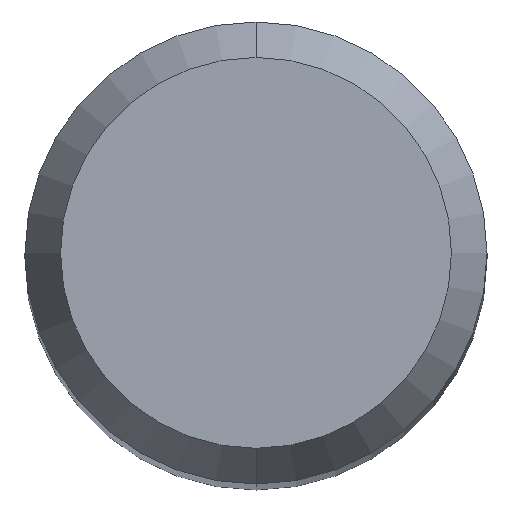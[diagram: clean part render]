
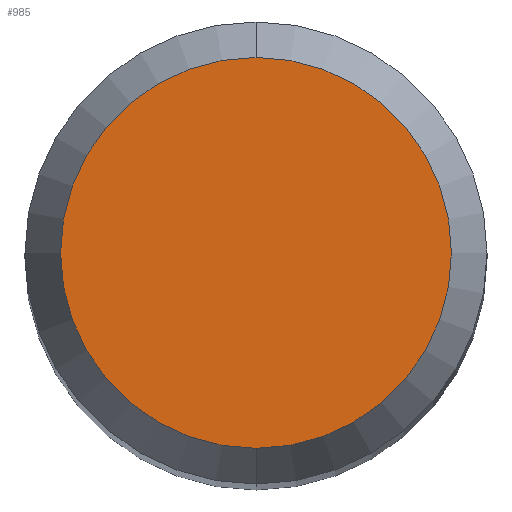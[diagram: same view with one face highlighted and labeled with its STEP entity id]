
A CAD part, top view. The second image highlights one B-rep face of the part: STEP entity #985.
In plain terms, the highlighted planar face has unit normal (0, 0, 1).
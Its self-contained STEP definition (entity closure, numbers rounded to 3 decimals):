
#459=EDGE_CURVE('',#485,#1135,#1227,.T.);
#485=VERTEX_POINT('',#1257);
#985=ADVANCED_FACE('',(#1805),#1806,.T.);
#1017=EDGE_CURVE('',#1135,#485,#1841,.T.);
#1135=VERTEX_POINT('',#1965);
#1227=CIRCLE('',#2689,2.538);
#1257=CARTESIAN_POINT('',(0.,-2.538,0.0));
#1805=FACE_OUTER_BOUND('',#8501,.T.);
#1806=PLANE('',#8502);
#1841=CIRCLE('',#8628,2.538);
#1965=CARTESIAN_POINT('',(0.0,2.538,0.0));
#2689=AXIS2_PLACEMENT_3D('',#9700,#9701,#9702);
#8501=EDGE_LOOP('',(#10350,#10351));
#8502=AXIS2_PLACEMENT_3D('',#10352,#10353,#10354);
#8628=AXIS2_PLACEMENT_3D('',#10394,#10395,#10396);
#9700=CARTESIAN_POINT('',(0.0,0.0,0.0));
#9701=DIRECTION('',(0.0,0.0,-1.0));
#9702=DIRECTION('',(0.0,1.0,0.0));
#10350=ORIENTED_EDGE('',*,*,#1017,.F.);
#10351=ORIENTED_EDGE('',*,*,#459,.F.);
#10352=CARTESIAN_POINT('',(0.0,1.269,0.0));
#10353=DIRECTION('',(-0.0,0.0,1.0));
#10354=DIRECTION('',(0.0,-1.0,0.0));
#10394=CARTESIAN_POINT('',(0.0,0.0,0.0));
#10395=DIRECTION('',(0.0,0.0,-1.0));
#10396=DIRECTION('',(0.0,1.0,0.0));
